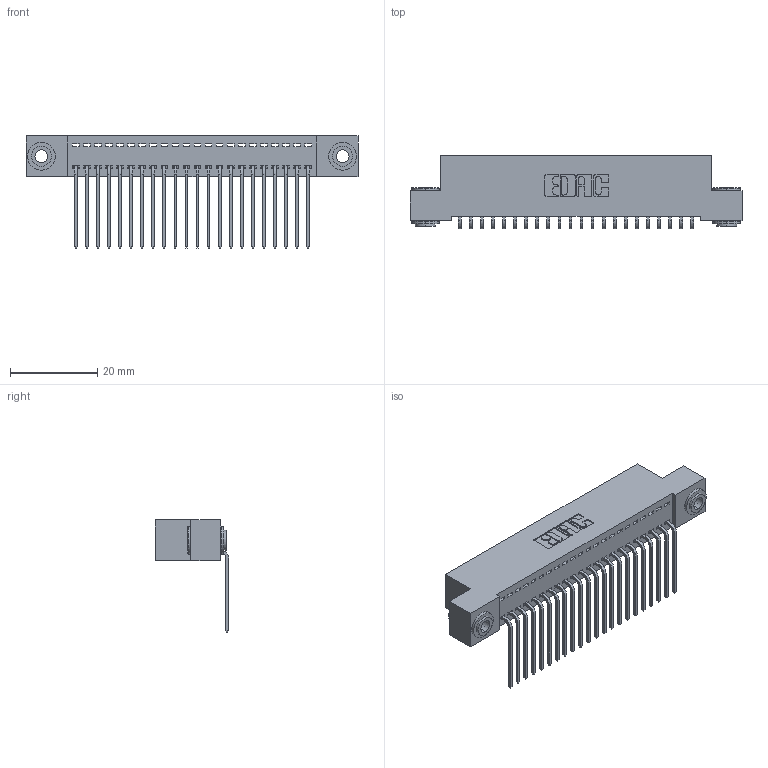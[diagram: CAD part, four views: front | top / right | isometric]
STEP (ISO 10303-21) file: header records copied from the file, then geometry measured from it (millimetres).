
FILE_DESCRIPTION (( 'STEP AP203' ), '1' );
FILE_NAME ('392-022-559-103.STEP', '2018-08-15T13:10:31', ( '' ), ( '' ), 'SwSTEP 2.0', 'SolidWorks 2016', '' );
FILE_SCHEMA (( 'CONFIG_CONTROL_DESIGN' ));
Length unit declared in the file: inch
Products named in the file (4): 392-022-559-103; 342 Part_.156 TH; 345-292-001_558 559 Tail - 1; 342-250-002_345-250-002-102
Assembly tree (25 placements, depth 2):
  392-022-559-103
    342 Part_.156 TH
    345-292-001_558 559 Tail - 1  x22
    342-250-002_345-250-002-102  x2
Bounding box: 76.2 x 16.83 x 25.78 mm (x, y, z)
Volume: 6703.7 mm3; surface area: 10113.1 mm2
Topology: 25 solids, 25 shells, 1468 faces, 4379 edges, 2886 vertices
Faces by surface type: plane 1044, cylinder 416, cone 8
Entity records: 16638 total; most frequent: CARTESIAN_POINT 2851, ORIENTED_EDGE 2802, DIRECTION 2479, EDGE_CURVE 1401, LINE 1249, VECTOR 1249, VERTEX_POINT 930, AXIS2_PLACEMENT_3D 615
